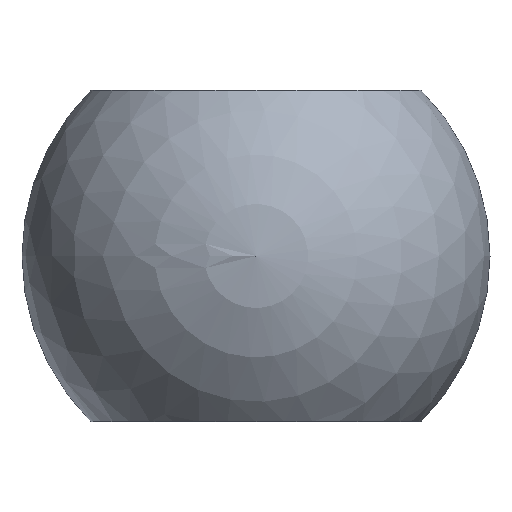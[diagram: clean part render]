
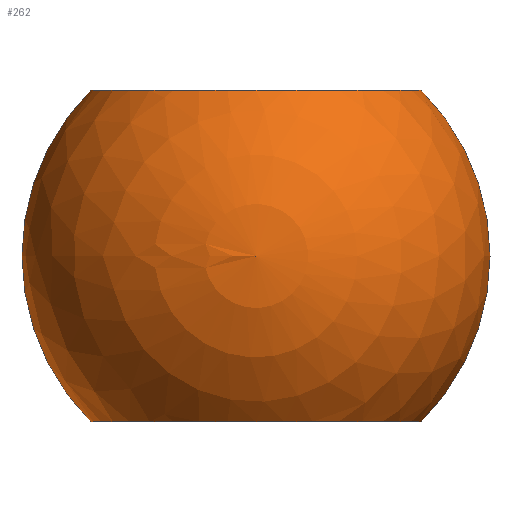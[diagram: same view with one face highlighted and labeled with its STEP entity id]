
A CAD part, left-side view. The second image highlights one B-rep face of the part: STEP entity #262.
In plain terms, the highlighted spherical face has radius 6.35 mm.
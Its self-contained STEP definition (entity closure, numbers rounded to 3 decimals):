
#4 = CARTESIAN_POINT ( 'NONE',  ( 0., 0., 0. ) ) ;
#27 = EDGE_CURVE ( 'NONE', #174, #239, #276, .T. ) ;
#35 = CARTESIAN_POINT ( 'NONE',  ( 0., 4.48, -4.5 ) ) ;
#57 = CARTESIAN_POINT ( 'NONE',  ( 0., -4.48, -4.5 ) ) ;
#61 = DIRECTION ( 'NONE',  ( 0., 0., -1. ) ) ;
#65 = ORIENTED_EDGE ( 'NONE', *, *, #90, .T. ) ;
#74 = ORIENTED_EDGE ( 'NONE', *, *, #27, .F. ) ;
#88 = CARTESIAN_POINT ( 'NONE',  ( 0., 4.48, 4.5 ) ) ;
#90 = EDGE_CURVE ( 'NONE', #204, #292, #226, .T. ) ;
#98 = ORIENTED_EDGE ( 'NONE', *, *, #150, .F. ) ;
#102 = AXIS2_PLACEMENT_3D ( 'NONE', #328, #325, #272 ) ;
#136 = AXIS2_PLACEMENT_3D ( 'NONE', #202, #151, #223 ) ;
#139 = FACE_OUTER_BOUND ( 'NONE', #277, .T. ) ;
#142 = DIRECTION ( 'NONE',  ( 1., 0., 0. ) ) ;
#150 = EDGE_CURVE ( 'NONE', #204, #174, #283, .T. ) ;
#151 = DIRECTION ( 'NONE',  ( 0., 0., 1. ) ) ;
#153 = DIRECTION ( 'NONE',  ( 0., 0., 1. ) ) ;
#155 = AXIS2_PLACEMENT_3D ( 'NONE', #294, #142, #61 ) ;
#174 = VERTEX_POINT ( 'NONE', #88 ) ;
#188 = DIRECTION ( 'NONE',  ( 0., 1., 0. ) ) ;
#202 = CARTESIAN_POINT ( 'NONE',  ( 0., 0., -4.5 ) ) ;
#204 = VERTEX_POINT ( 'NONE', #35 ) ;
#217 = SPHERICAL_SURFACE ( 'NONE', #310, 6.35 ) ;
#223 = DIRECTION ( 'NONE',  ( 1., 0., 0. ) ) ;
#226 = CIRCLE ( 'NONE', #136, 4.48 ) ;
#239 = VERTEX_POINT ( 'NONE', #355 ) ;
#253 = DIRECTION ( 'NONE',  ( 1., 0., 0. ) ) ;
#262 = ADVANCED_FACE ( 'NONE', ( #139 ), #217, .T. ) ;
#272 = DIRECTION ( 'NONE',  ( 0., -1., 0. ) ) ;
#276 = CIRCLE ( 'NONE', #306, 4.48 ) ;
#277 = EDGE_LOOP ( 'NONE', ( #65, #351, #74, #98 ) ) ;
#279 = CARTESIAN_POINT ( 'NONE',  ( 0., 0., 4.5 ) ) ;
#283 = CIRCLE ( 'NONE', #155, 6.35 ) ;
#286 = EDGE_CURVE ( 'NONE', #292, #239, #334, .T. ) ;
#292 = VERTEX_POINT ( 'NONE', #57 ) ;
#294 = CARTESIAN_POINT ( 'NONE',  ( 0., 0., 0. ) ) ;
#300 = DIRECTION ( 'NONE',  ( -1., 0., 0. ) ) ;
#306 = AXIS2_PLACEMENT_3D ( 'NONE', #279, #153, #253 ) ;
#310 = AXIS2_PLACEMENT_3D ( 'NONE', #4, #300, #188 ) ;
#325 = DIRECTION ( 'NONE',  ( -1., 0., 0. ) ) ;
#328 = CARTESIAN_POINT ( 'NONE',  ( 0., 0., 0. ) ) ;
#334 = CIRCLE ( 'NONE', #102, 6.35 ) ;
#351 = ORIENTED_EDGE ( 'NONE', *, *, #286, .T. ) ;
#355 = CARTESIAN_POINT ( 'NONE',  ( 0., -4.48, 4.5 ) ) ;
